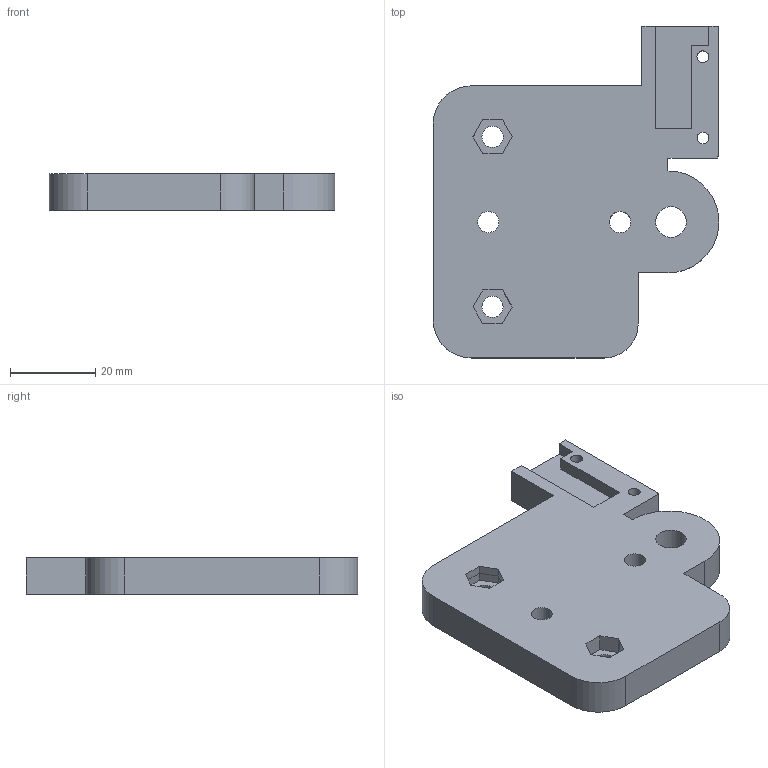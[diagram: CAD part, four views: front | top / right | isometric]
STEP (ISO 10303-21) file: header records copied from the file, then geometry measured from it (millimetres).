
FILE_DESCRIPTION(/* description */ (''),/* implementation_level */ '2;1');
FILE_NAME(/* name */ 'Y endstop cart.step',/* time_stamp */ '2023-06-27T16:03:47-05:00',/* author */ (''),/* organization */ (''),/* preprocessor_version */ 'ST-DEVELOPER v19.2',/* originating_system */ 'Autodesk Translation Framework v12.6.0.85',/* authorisation */ '');
FILE_SCHEMA (('AUTOMOTIVE_DESIGN { 1 0 10303 214 3 1 1 }'));
Length unit declared in the file: millimetre
Products named in the file (1): Candy Claw 3D render
Bounding box: 67.26 x 78.09 x 8.5 mm (x, y, z)
Volume: 31973.8 mm3; surface area: 11370 mm2
Topology: 1 solids, 1 shells, 66 faces, 175 edges, 113 vertices
Faces by surface type: plane 51, cylinder 12, cone 3
Full cylindrical faces by diameter (mm): 2.8 x2, 5 x5, 7.245 x1
Entity records: 2088 total; most frequent: CARTESIAN_POINT 386, ORIENTED_EDGE 350, DIRECTION 330, EDGE_CURVE 175, LINE 144, VECTOR 144, VERTEX_POINT 113, AXIS2_PLACEMENT_3D 93
